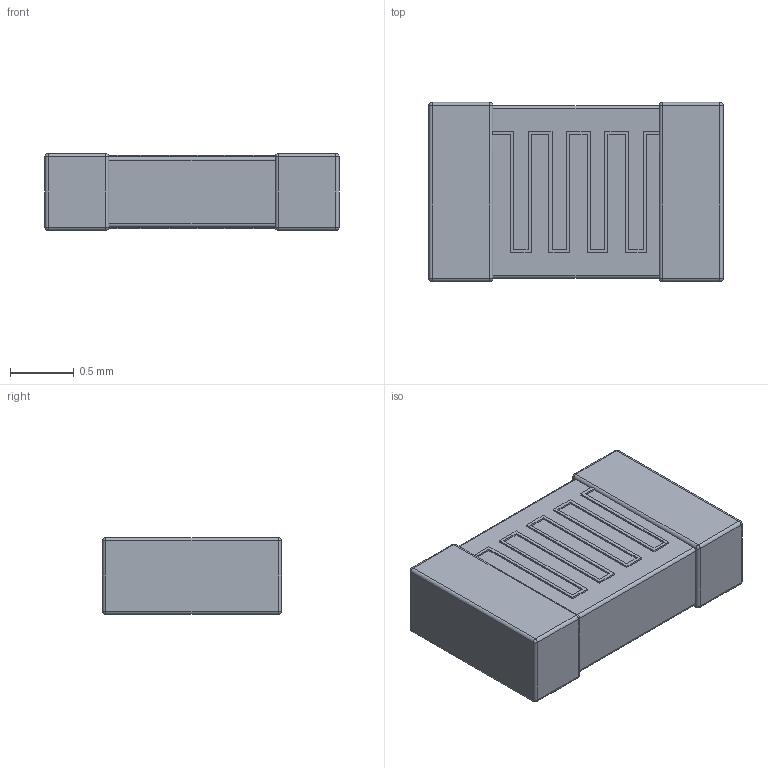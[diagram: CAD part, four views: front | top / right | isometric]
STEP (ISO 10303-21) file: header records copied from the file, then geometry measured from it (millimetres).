
FILE_DESCRIPTION(/* description */ (''),/* implementation_level */ '2;1');
FILE_NAME(/* name */ 'RTD 0805_2012.step',/* time_stamp */ '2020-05-22T20:56:00+01:00',/* author */ (''),/* organization */ (''),/* preprocessor_version */ 'ST-DEVELOPER v18.1',/* originating_system */ 'Autodesk Translation Framework v9.2.0.1227',/* authorisation */ '');
FILE_SCHEMA (('AUTOMOTIVE_DESIGN { 1 0 10303 214 3 1 1 }'));
Length unit declared in the file: millimetre
Products named in the file (1): Heraeus - RTD 0805_2012
Bounding box: 2.3 x 1.4 x 0.6 mm (x, y, z)
Volume: 1.8 mm3; surface area: 11 mm2
Topology: 1 solids, 1 shells, 134 faces, 348 edges, 216 vertices
Faces by surface type: plane 90, cylinder 28, sphere 16
Entity records: 4199 total; most frequent: CARTESIAN_POINT 699, ORIENTED_EDGE 696, DIRECTION 682, EDGE_CURVE 348, LINE 284, VECTOR 284, VERTEX_POINT 216, AXIS2_PLACEMENT_3D 199
